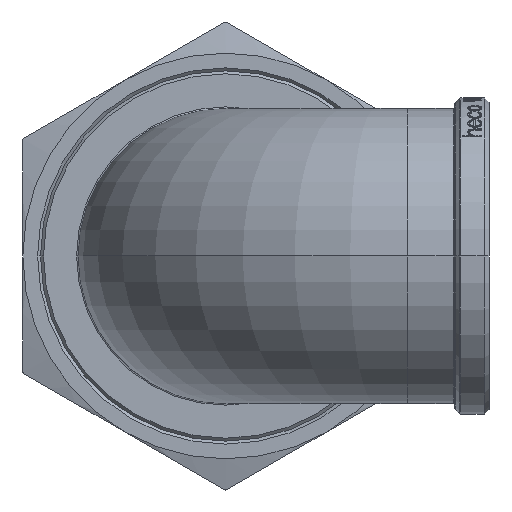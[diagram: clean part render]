
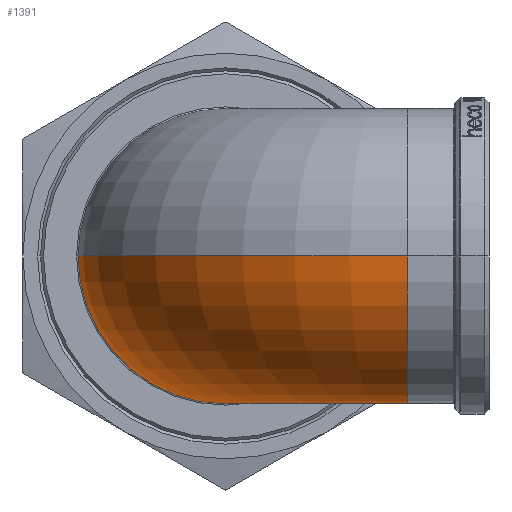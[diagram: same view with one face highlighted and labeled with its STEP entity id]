
A CAD part, left-side view. The second image highlights one B-rep face of the part: STEP entity #1391.
In plain terms, the highlighted toroidal (fillet/blend) face has major radius 34.5 mm and minor radius 28 mm.
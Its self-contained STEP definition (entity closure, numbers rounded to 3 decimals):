
#240 = EDGE_CURVE ( 'NONE', #17084, #1176, #11974, .T. ) ;
#659 = ORIENTED_EDGE ( 'NONE', *, *, #240, .F. ) ;
#794 = VERTEX_POINT ( 'NONE', #4438 ) ;
#1003 = VERTEX_POINT ( 'NONE', #8262 ) ;
#1176 = VERTEX_POINT ( 'NONE', #11049 ) ;
#1351 = ORIENTED_EDGE ( 'NONE', *, *, #11832, .F. ) ;
#1391 = ADVANCED_FACE ( 'NONE', ( #14963 ), #15211, .T. ) ;
#2077 = DIRECTION ( 'NONE',  ( 1., 0., 0. ) ) ;
#2222 = EDGE_CURVE ( 'NONE', #10825, #1003, #11892, .T. ) ;
#2670 = AXIS2_PLACEMENT_3D ( 'NONE', #4997, #2077, #12321 ) ;
#3110 = DIRECTION ( 'NONE',  ( 0., 1., 0. ) ) ;
#3601 = ORIENTED_EDGE ( 'NONE', *, *, #10341, .F. ) ;
#4277 = CARTESIAN_POINT ( 'NONE',  ( 34.5, 50., 0. ) ) ;
#4389 = AXIS2_PLACEMENT_3D ( 'NONE', #4277, #19211, #8915 ) ;
#4438 = CARTESIAN_POINT ( 'NONE',  ( 34.5, 78., 0. ) ) ;
#4552 = DIRECTION ( 'NONE',  ( 0., 0., -1. ) ) ;
#4614 = DIRECTION ( 'NONE',  ( 0., 1., 0. ) ) ;
#4997 = CARTESIAN_POINT ( 'NONE',  ( 34.5, 50., 0. ) ) ;
#5071 = AXIS2_PLACEMENT_3D ( 'NONE', #9106, #4552, #4614 ) ;
#5425 = ORIENTED_EDGE ( 'NONE', *, *, #2222, .F. ) ;
#5812 = ORIENTED_EDGE ( 'NONE', *, *, #10421, .T. ) ;
#6390 = AXIS2_PLACEMENT_3D ( 'NONE', #16366, #12062, #3110 ) ;
#8095 = CARTESIAN_POINT ( 'NONE',  ( 0., 15.5, 0. ) ) ;
#8262 = CARTESIAN_POINT ( 'NONE',  ( 28., 15.5, 0. ) ) ;
#8287 = DIRECTION ( 'NONE',  ( -1., 0., 0. ) ) ;
#8915 = DIRECTION ( 'NONE',  ( 0., 1., 0. ) ) ;
#9106 = CARTESIAN_POINT ( 'NONE',  ( 34.5, 15.5, 0. ) ) ;
#9989 = CIRCLE ( 'NONE', #4389, 28. ) ;
#10022 = CARTESIAN_POINT ( 'NONE',  ( -28., 15.5, 0. ) ) ;
#10032 = CARTESIAN_POINT ( 'NONE',  ( 34.5, 15.5, 0. ) ) ;
#10341 = EDGE_CURVE ( 'NONE', #1176, #794, #9989, .T. ) ;
#10421 = EDGE_CURVE ( 'NONE', #10825, #794, #17451, .T. ) ;
#10825 = VERTEX_POINT ( 'NONE', #10022 ) ;
#11049 = CARTESIAN_POINT ( 'NONE',  ( 34.5, 50., -28. ) ) ;
#11085 = CARTESIAN_POINT ( 'NONE',  ( 34.5, 22., 0. ) ) ;
#11832 = EDGE_CURVE ( 'NONE', #1003, #17084, #15095, .T. ) ;
#11892 = CIRCLE ( 'NONE', #18069, 28. ) ;
#11974 = CIRCLE ( 'NONE', #2670, 28. ) ;
#12062 = DIRECTION ( 'NONE',  ( 0., 0., -1. ) ) ;
#12321 = DIRECTION ( 'NONE',  ( 0., 1., 0. ) ) ;
#13165 = DIRECTION ( 'NONE',  ( 0., 1., 0. ) ) ;
#14570 = AXIS2_PLACEMENT_3D ( 'NONE', #10032, #19197, #13165 ) ;
#14963 = FACE_OUTER_BOUND ( 'NONE', #16565, .T. ) ;
#15095 = CIRCLE ( 'NONE', #14570, 6.5 ) ;
#15211 = TOROIDAL_SURFACE ( 'NONE', #5071, 34.5, 28. ) ;
#16366 = CARTESIAN_POINT ( 'NONE',  ( 34.5, 15.5, 0. ) ) ;
#16565 = EDGE_LOOP ( 'NONE', ( #5425, #5812, #3601, #659, #1351 ) ) ;
#17084 = VERTEX_POINT ( 'NONE', #11085 ) ;
#17451 = CIRCLE ( 'NONE', #6390, 62.5 ) ;
#18069 = AXIS2_PLACEMENT_3D ( 'NONE', #8095, #18772, #8287 ) ;
#18772 = DIRECTION ( 'NONE',  ( 0., -1., 0. ) ) ;
#19197 = DIRECTION ( 'NONE',  ( 0., 0., -1. ) ) ;
#19211 = DIRECTION ( 'NONE',  ( 1., 0., 0. ) ) ;
